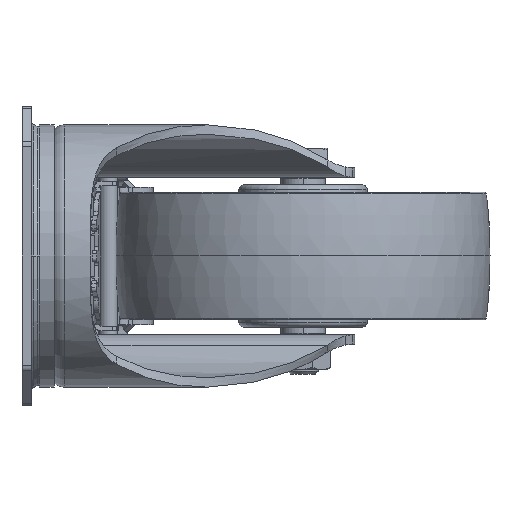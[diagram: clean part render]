
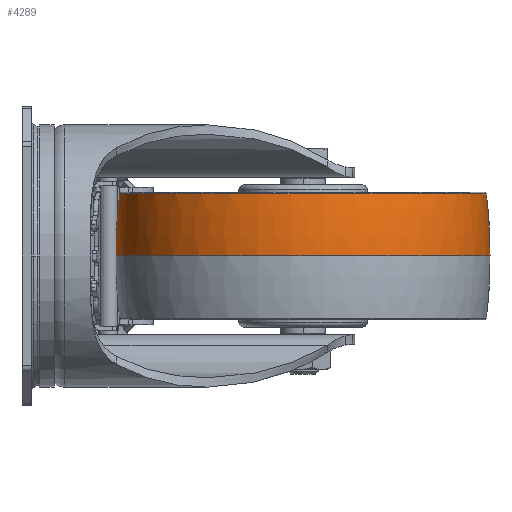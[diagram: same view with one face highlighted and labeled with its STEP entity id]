
A CAD part, left-side view. The second image highlights one B-rep face of the part: STEP entity #4289.
In plain terms, the highlighted toroidal (fillet/blend) face has major radius 124.991 mm and minor radius 175 mm.
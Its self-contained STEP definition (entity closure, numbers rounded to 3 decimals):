
#278 = DIRECTION ( 'NONE',  ( 0., 0., -1. ) ) ;
#1201 = DIRECTION ( 'NONE',  ( 0.065, 0.998, 0. ) ) ;
#1236 = ORIENTED_EDGE ( 'NONE', *, *, #32358, .F. ) ;
#3479 = EDGE_CURVE ( 'NONE', #26863, #21573, #15525, .T. ) ;
#4289 = ADVANCED_FACE ( 'NONE', ( #9056 ), #40027, .T. ) ;
#4830 = ORIENTED_EDGE ( 'NONE', *, *, #20658, .T. ) ;
#5832 = DIRECTION ( 'NONE',  ( 0., 0., -1. ) ) ;
#6959 = CARTESIAN_POINT ( 'NONE',  ( 34.802, -123.943, 16.552 ) ) ;
#7370 = CARTESIAN_POINT ( 'NONE',  ( 41.26, -25.106, 0. ) ) ;
#7453 = CIRCLE ( 'NONE', #9221, 49.048 ) ;
#8793 = DIRECTION ( 'NONE',  ( 0.065, 0.998, 0. ) ) ;
#9056 = FACE_OUTER_BOUND ( 'NONE', #26712, .T. ) ;
#9221 = AXIS2_PLACEMENT_3D ( 'NONE', #37784, #5832, #1201 ) ;
#14508 = EDGE_CURVE ( 'NONE', #35333, #49746, #39082, .T. ) ;
#15525 = CIRCLE ( 'NONE', #41670, 175. ) ;
#16278 = ORIENTED_EDGE ( 'NONE', *, *, #3479, .T. ) ;
#16936 = DIRECTION ( 'NONE',  ( 0.065, 0.998, 0. ) ) ;
#20258 = CARTESIAN_POINT ( 'NONE',  ( 29.851, -199.725, -1.764 ) ) ;
#20658 = EDGE_CURVE ( 'NONE', #35333, #26863, #7453, .T. ) ;
#21573 = VERTEX_POINT ( 'NONE', #7370 ) ;
#22078 = CARTESIAN_POINT ( 'NONE',  ( 41.198, -26.057, 16.552 ) ) ;
#23507 = AXIS2_PLACEMENT_3D ( 'NONE', #45892, #42067, #8793 ) ;
#26232 = DIRECTION ( 'NONE',  ( 0.998, -0.065, 0. ) ) ;
#26712 = EDGE_LOOP ( 'NONE', ( #35375, #4830, #16278, #1236 ) ) ;
#26767 = CARTESIAN_POINT ( 'NONE',  ( 46.149, 49.725, -1.764 ) ) ;
#26863 = VERTEX_POINT ( 'NONE', #22078 ) ;
#27635 = CARTESIAN_POINT ( 'NONE',  ( 34.74, -124.894, 0. ) ) ;
#28970 = CARTESIAN_POINT ( 'NONE',  ( 38., -75., 0. ) ) ;
#29472 = AXIS2_PLACEMENT_3D ( 'NONE', #26767, #26232, #43411 ) ;
#32358 = EDGE_CURVE ( 'NONE', #49746, #21573, #48682, .T. ) ;
#35333 = VERTEX_POINT ( 'NONE', #6959 ) ;
#35375 = ORIENTED_EDGE ( 'NONE', *, *, #14508, .F. ) ;
#37784 = CARTESIAN_POINT ( 'NONE',  ( 38., -75., 16.552 ) ) ;
#39082 = CIRCLE ( 'NONE', #29472, 175. ) ;
#40027 = TOROIDAL_SURFACE ( 'NONE', #23507, -124.991, 175. ) ;
#41670 = AXIS2_PLACEMENT_3D ( 'NONE', #20258, #52969, #52704 ) ;
#42067 = DIRECTION ( 'NONE',  ( 0., 0., -1. ) ) ;
#42580 = AXIS2_PLACEMENT_3D ( 'NONE', #28970, #278, #16936 ) ;
#43411 = DIRECTION ( 'NONE',  ( 0.065, 0.998, 0. ) ) ;
#45892 = CARTESIAN_POINT ( 'NONE',  ( 38., -75., -1.764 ) ) ;
#48682 = CIRCLE ( 'NONE', #42580, 50. ) ;
#49746 = VERTEX_POINT ( 'NONE', #27635 ) ;
#52704 = DIRECTION ( 'NONE',  ( -0.065, -0.998, 0. ) ) ;
#52969 = DIRECTION ( 'NONE',  ( -0.998, 0.065, 0. ) ) ;
